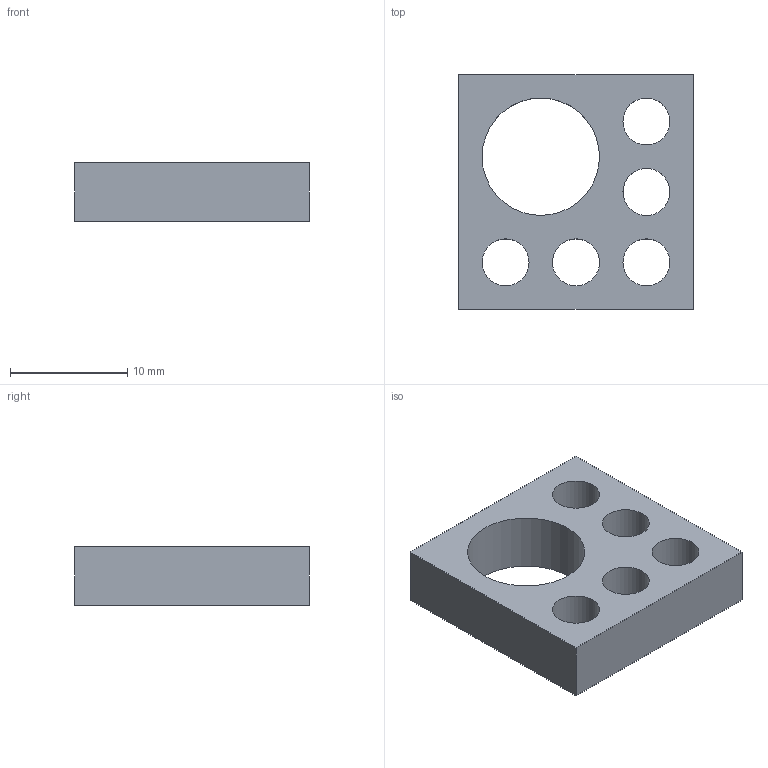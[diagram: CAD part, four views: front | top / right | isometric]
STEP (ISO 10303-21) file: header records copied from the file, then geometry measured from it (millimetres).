
FILE_DESCRIPTION(('Open CASCADE Model'),'2;1');
FILE_NAME('Open CASCADE Shape Model','2020-05-16T17:03:08',('Author'),( 'Open CASCADE'),'Open CASCADE STEP processor 6.5','Open CASCADE 6.5' ,'Unknown');
FILE_SCHEMA(('AUTOMOTIVE_DESIGN_CC2 { 1 2 10303 214 -1 1 5 4 }'));
Length unit declared in the file: millimetre
Products named in the file (1): Open CASCADE STEP translator 6.5 4
Bounding box: 20 x 20 x 5 mm (x, y, z)
Volume: 1293.1 mm3; surface area: 1388.5 mm2
Topology: 1 solids, 1 shells, 12 faces, 42 edges, 32 vertices
Faces by surface type: plane 6, cylinder 6
Full cylindrical faces by diameter (mm): 4 x5, 10 x1
Entity records: 1066 total; most frequent: CARTESIAN_POINT 291, DIRECTION 128, ORIENTED_EDGE 84, PCURVE 84, DEFINITIONAL_REPRESENTATION 84, LINE 54, VECTOR 54, EDGE_CURVE 42
